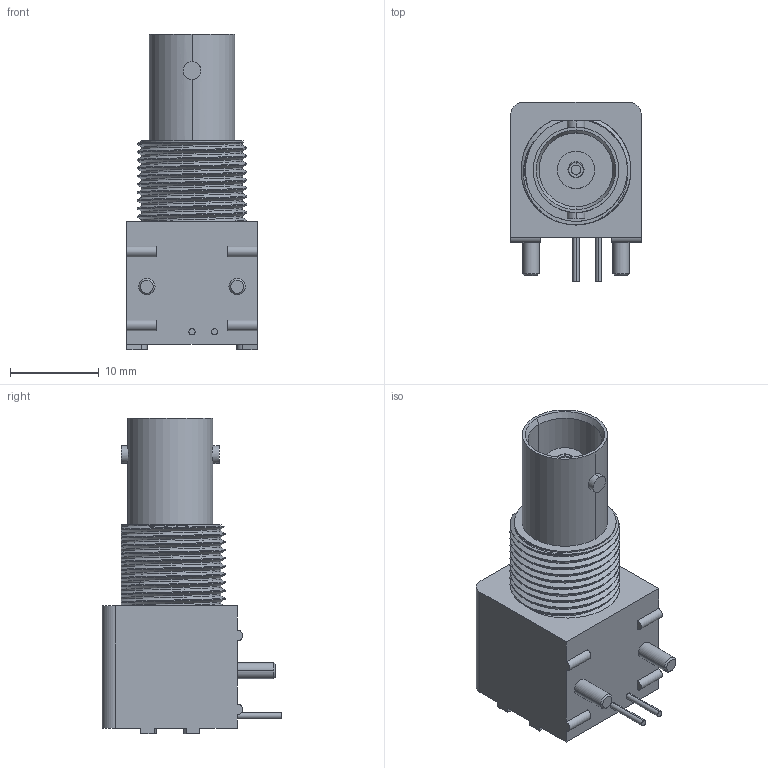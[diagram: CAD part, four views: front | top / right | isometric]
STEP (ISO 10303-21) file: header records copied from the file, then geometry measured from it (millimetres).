
FILE_DESCRIPTION((''),'2;1');
FILE_NAME('C-1-1634612-0','2017-03-07T',('workeradm'),('Tyco Electronics Ltd.'),'CREO PARAMETRIC BY PTC INC, 2016050','CREO PARAMETRIC BY PTC INC, 2016050','');
FILE_SCHEMA(('AUTOMOTIVE_DESIGN { 1 0 10303 214 1 1 1 1 }'));
Length unit declared in the file: millimetre
Products named in the file (1): C-1-1634612-0
Bounding box: 14.7 x 20.2 x 35.5 mm (x, y, z)
Volume: 4320 mm3; surface area: 2737.7 mm2
Topology: 1 solids, 1 shells, 161 faces, 405 edges, 258 vertices
Faces by surface type: cylinder 60, plane 40, bspline 39, cone 14, torus 8
Entity records: 22983 total; most frequent: CARTESIAN_POINT 19171, ORIENTED_EDGE 810, DIRECTION 659, EDGE_CURVE 405, VERTEX_POINT 258, AXIS2_PLACEMENT_3D 242, EDGE_LOOP 177, VECTOR 175
